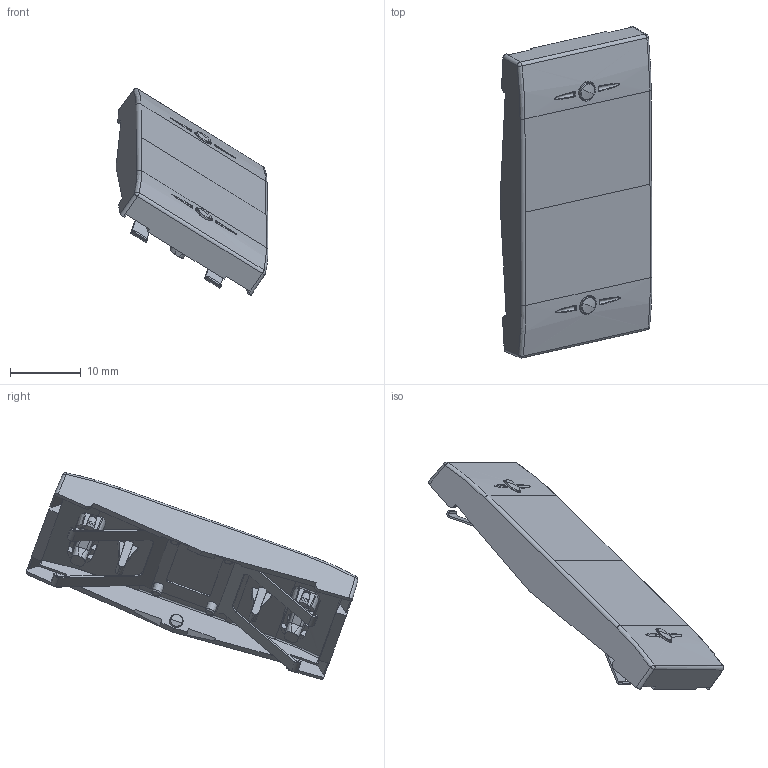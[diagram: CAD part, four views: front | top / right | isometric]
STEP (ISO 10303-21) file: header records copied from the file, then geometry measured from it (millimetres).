
FILE_DESCRIPTION(('CATIA V5 STEP Exchange'),'2;1');
FILE_NAME('441ELA02-C.stp','2024-03-08T11:09:27+00:00',('none'),('none'),'CATIA Version 5-6 Release 2016 SP6','CATIA V5 STEP AP203','none');
FILE_SCHEMA(('CONFIG_CONTROL_DESIGN'));
Length unit declared in the file: millimetre
Products named in the file (1): 44xELA02-C
Assembly tree (5 placements, depth 2):
  44xELA02-C
    #57
    #19857  x2
    #21780
    #23853
Bounding box: 21.45 x 46.86 x 29.13 mm (x, y, z)
Volume: 2216.6 mm3; surface area: 4022.7 mm2
Topology: 4 solids, 4 shells, 614 faces, 1686 edges, 1082 vertices
Faces by surface type: plane 286, cylinder 126, cone 68, bspline 68, torus 56, sphere 10
Entity records: 23890 total; most frequent: CARTESIAN_POINT 11434, ORIENTED_EDGE 3100, DIRECTION 1666, EDGE_CURVE 1550, VERTEX_POINT 1003, VECTOR 670, LINE 670, AXIS2_PLACEMENT_3D 632
